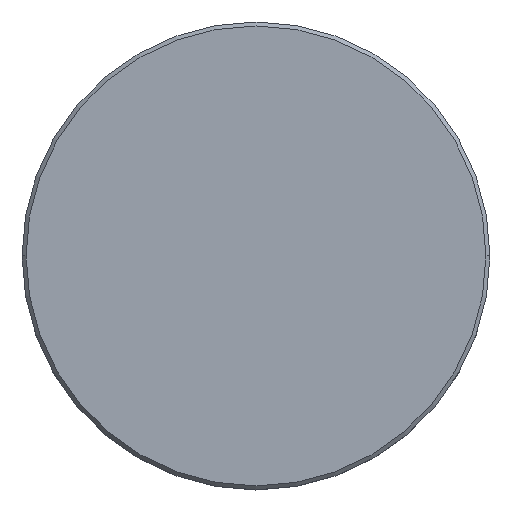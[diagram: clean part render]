
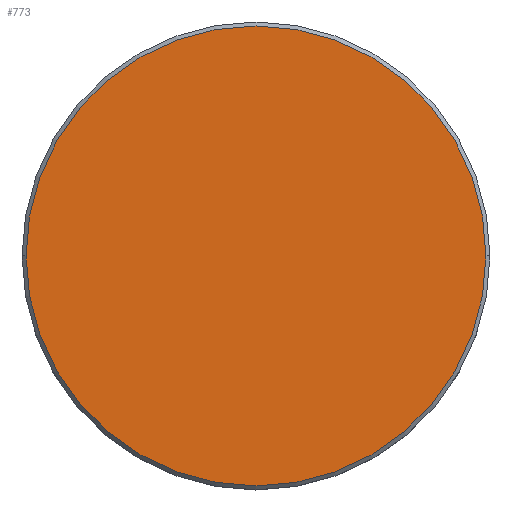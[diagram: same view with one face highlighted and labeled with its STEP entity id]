
A CAD part, top view. The second image highlights one B-rep face of the part: STEP entity #773.
In plain terms, the highlighted planar face has unit normal (0, 0, 1).
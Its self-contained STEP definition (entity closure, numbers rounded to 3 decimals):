
#22 = CARTESIAN_POINT ( 'NONE',  ( 0., 0., 0. ) ) ;
#31 = AXIS2_PLACEMENT_3D ( 'NONE', #22, #627, #996 ) ;
#127 = CARTESIAN_POINT ( 'NONE',  ( -29., 0., 0. ) ) ;
#144 = ORIENTED_EDGE ( 'NONE', *, *, #1098, .T. ) ;
#210 = VERTEX_POINT ( 'NONE', #127 ) ;
#234 = AXIS2_PLACEMENT_3D ( 'NONE', #465, #836, #1010 ) ;
#310 = CARTESIAN_POINT ( 'NONE',  ( 29., 0., 0. ) ) ;
#371 = DIRECTION ( 'NONE',  ( 0., 0., 1. ) ) ;
#465 = CARTESIAN_POINT ( 'NONE',  ( 0., 0., 0. ) ) ;
#548 = FACE_OUTER_BOUND ( 'NONE', #553, .T. ) ;
#553 = EDGE_LOOP ( 'NONE', ( #1165, #144 ) ) ;
#627 = DIRECTION ( 'NONE',  ( 0., 0., 1. ) ) ;
#647 = CARTESIAN_POINT ( 'NONE',  ( 0., 0., 0. ) ) ;
#773 = ADVANCED_FACE ( 'NONE', ( #548 ), #1181, .T. ) ;
#836 = DIRECTION ( 'NONE',  ( 0., 0., 1. ) ) ;
#859 = EDGE_CURVE ( 'NONE', #210, #1178, #1072, .T. ) ;
#898 = CIRCLE ( 'NONE', #1042, 29. ) ;
#996 = DIRECTION ( 'NONE',  ( 1., 0., 0. ) ) ;
#1010 = DIRECTION ( 'NONE',  ( 1., 0., 0. ) ) ;
#1029 = DIRECTION ( 'NONE',  ( 1., 0., 0. ) ) ;
#1042 = AXIS2_PLACEMENT_3D ( 'NONE', #647, #371, #1029 ) ;
#1072 = CIRCLE ( 'NONE', #31, 29. ) ;
#1098 = EDGE_CURVE ( 'NONE', #1178, #210, #898, .T. ) ;
#1165 = ORIENTED_EDGE ( 'NONE', *, *, #859, .T. ) ;
#1178 = VERTEX_POINT ( 'NONE', #310 ) ;
#1181 = PLANE ( 'NONE',  #234 ) ;
